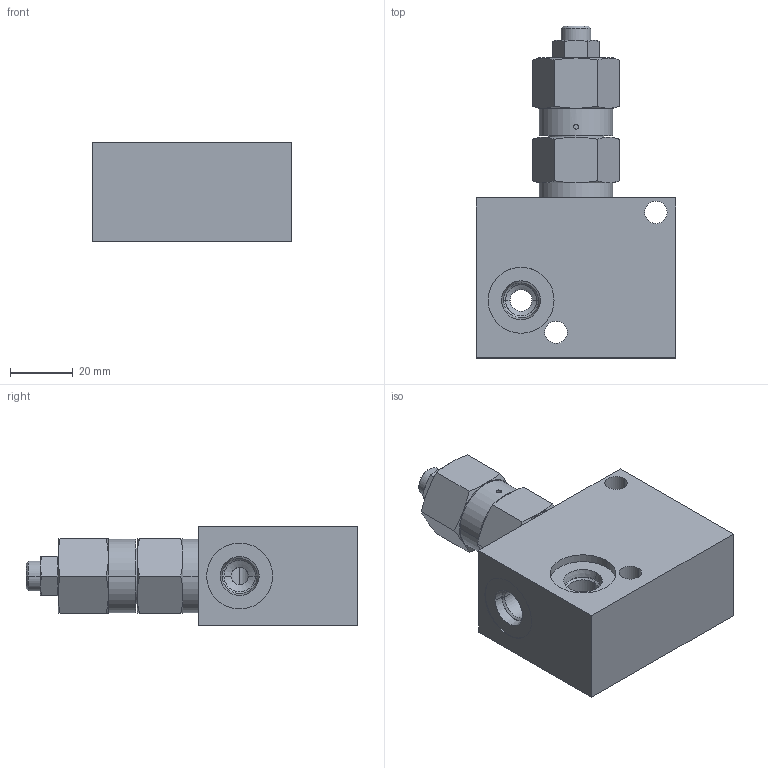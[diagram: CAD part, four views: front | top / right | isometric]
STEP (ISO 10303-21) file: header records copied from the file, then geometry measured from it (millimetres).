
FILE_DESCRIPTION((''),'2;1');
FILE_NAME('ILC70440002','2015-07-16T',('jdw'),(''),'PRO/ENGINEER BY PARAMETRIC TECHNOLOGY CORPORATION, 2013320','PRO/ENGINEER BY PARAMETRIC TECHNOLOGY CORPORATION, 2013320','');
FILE_SCHEMA(('AUTOMOTIVE_DESIGN { 1 0 10303 214 1 1 1 1 }'));
Length unit declared in the file: inch
Products named in the file (1): ILC70440002
Bounding box: 63.5 x 105.46 x 31.75 mm (x, y, z)
Volume: 113032.6 mm3; surface area: 23964.9 mm2
Topology: 1 solids, 6 shells, 165 faces, 388 edges, 241 vertices
Faces by surface type: cone 68, plane 49, cylinder 48
Entity records: 5205 total; most frequent: CARTESIAN_POINT 1287, DIRECTION 786, ORIENTED_EDGE 752, EDGE_CURVE 386, AXIS2_PLACEMENT_3D 326, VERTEX_POINT 241, EDGE_LOOP 193, FACE_OUTER_BOUND 165
